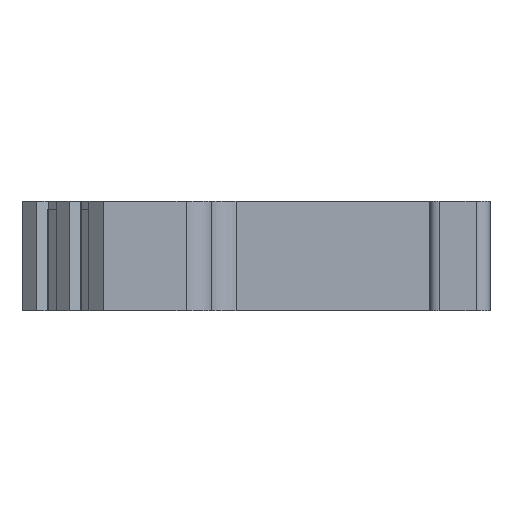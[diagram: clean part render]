
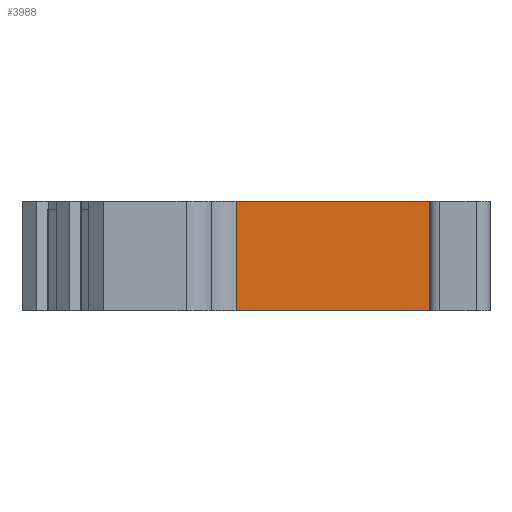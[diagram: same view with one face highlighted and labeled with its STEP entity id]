
A CAD part, left-side view. The second image highlights one B-rep face of the part: STEP entity #3988.
In plain terms, the highlighted planar face has unit normal (-1, 0, 0).
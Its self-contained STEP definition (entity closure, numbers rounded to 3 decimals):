
#139 = EDGE_CURVE ( 'NONE', #7218, #7337, #1821, .T. ) ;
#289 = VECTOR ( 'NONE', #8681, 1000. ) ;
#354 = CARTESIAN_POINT ( 'NONE',  ( -22.658, -8.529, 49.639 ) ) ;
#630 = LINE ( 'NONE', #5995, #289 ) ;
#685 = ORIENTED_EDGE ( 'NONE', *, *, #1391, .T. ) ;
#724 = FACE_OUTER_BOUND ( 'NONE', #4839, .T. ) ;
#872 = LINE ( 'NONE', #2944, #2078 ) ;
#1008 = ORIENTED_EDGE ( 'NONE', *, *, #2313, .T. ) ;
#1283 = CARTESIAN_POINT ( 'NONE',  ( -22.658, 5.635, 51.339 ) ) ;
#1307 = CARTESIAN_POINT ( 'NONE',  ( -22.658, -8.529, 51.339 ) ) ;
#1391 = EDGE_CURVE ( 'NONE', #1442, #2120, #3185, .T. ) ;
#1426 = DIRECTION ( 'NONE',  ( 0., -1., 0. ) ) ;
#1442 = VERTEX_POINT ( 'NONE', #6571 ) ;
#1470 = VECTOR ( 'NONE', #3844, 1000. ) ;
#1500 = DIRECTION ( 'NONE',  ( 0., 0., -1. ) ) ;
#1802 = LINE ( 'NONE', #7881, #4811 ) ;
#1821 = LINE ( 'NONE', #3183, #1470 ) ;
#2078 = VECTOR ( 'NONE', #6985, 1000. ) ;
#2120 = VERTEX_POINT ( 'NONE', #5587 ) ;
#2277 = ORIENTED_EDGE ( 'NONE', *, *, #139, .T. ) ;
#2283 = ORIENTED_EDGE ( 'NONE', *, *, #7720, .T. ) ;
#2313 = EDGE_CURVE ( 'NONE', #2729, #2689, #2801, .T. ) ;
#2689 = VERTEX_POINT ( 'NONE', #5220 ) ;
#2729 = VERTEX_POINT ( 'NONE', #7537 ) ;
#2801 = LINE ( 'NONE', #6926, #6296 ) ;
#2944 = CARTESIAN_POINT ( 'NONE',  ( -22.658, 5.635, 51.339 ) ) ;
#3183 = CARTESIAN_POINT ( 'NONE',  ( -22.658, -8.529, 49.639 ) ) ;
#3185 = LINE ( 'NONE', #1283, #3333 ) ;
#3220 = AXIS2_PLACEMENT_3D ( 'NONE', #7538, #4817, #1500 ) ;
#3333 = VECTOR ( 'NONE', #3361, 1000. ) ;
#3361 = DIRECTION ( 'NONE',  ( 0., 0., -1. ) ) ;
#3844 = DIRECTION ( 'NONE',  ( 0., 1., 0. ) ) ;
#3988 = ADVANCED_FACE ( 'NONE', ( #724 ), #4113, .F. ) ;
#4113 = PLANE ( 'NONE',  #3220 ) ;
#4204 = CARTESIAN_POINT ( 'NONE',  ( -22.658, -8.529, 50.139 ) ) ;
#4811 = VECTOR ( 'NONE', #8533, 1000. ) ;
#4817 = DIRECTION ( 'NONE',  ( 1., 0., 0. ) ) ;
#4839 = EDGE_LOOP ( 'NONE', ( #1008, #7813, #2277, #2283, #8170, #685, #5625 ) ) ;
#4841 = VERTEX_POINT ( 'NONE', #1307 ) ;
#4927 = EDGE_CURVE ( 'NONE', #1442, #4841, #872, .T. ) ;
#5220 = CARTESIAN_POINT ( 'NONE',  ( -22.658, -8.929, 43.339 ) ) ;
#5495 = EDGE_CURVE ( 'NONE', #2120, #2729, #630, .T. ) ;
#5523 = DIRECTION ( 'NONE',  ( 0., 0., 1. ) ) ;
#5587 = CARTESIAN_POINT ( 'NONE',  ( -22.658, 5.635, 43.339 ) ) ;
#5625 = ORIENTED_EDGE ( 'NONE', *, *, #5495, .T. ) ;
#5642 = VECTOR ( 'NONE', #5523, 1000. ) ;
#5995 = CARTESIAN_POINT ( 'NONE',  ( -22.658, 5.635, 43.339 ) ) ;
#6296 = VECTOR ( 'NONE', #1426, 1000. ) ;
#6571 = CARTESIAN_POINT ( 'NONE',  ( -22.658, 5.635, 51.339 ) ) ;
#6868 = CARTESIAN_POINT ( 'NONE',  ( -22.658, -8.929, 49.639 ) ) ;
#6926 = CARTESIAN_POINT ( 'NONE',  ( -22.658, -8.529, 43.339 ) ) ;
#6985 = DIRECTION ( 'NONE',  ( 0., -1., 0. ) ) ;
#7218 = VERTEX_POINT ( 'NONE', #6868 ) ;
#7337 = VERTEX_POINT ( 'NONE', #354 ) ;
#7437 = EDGE_CURVE ( 'NONE', #2689, #7218, #1802, .T. ) ;
#7537 = CARTESIAN_POINT ( 'NONE',  ( -22.658, -8.529, 43.339 ) ) ;
#7538 = CARTESIAN_POINT ( 'NONE',  ( -22.658, 5.635, 51.339 ) ) ;
#7588 = LINE ( 'NONE', #4204, #5642 ) ;
#7720 = EDGE_CURVE ( 'NONE', #7337, #4841, #7588, .T. ) ;
#7813 = ORIENTED_EDGE ( 'NONE', *, *, #7437, .T. ) ;
#7881 = CARTESIAN_POINT ( 'NONE',  ( -22.658, -8.929, -14.76 ) ) ;
#8170 = ORIENTED_EDGE ( 'NONE', *, *, #4927, .F. ) ;
#8533 = DIRECTION ( 'NONE',  ( 0., 0., 1. ) ) ;
#8681 = DIRECTION ( 'NONE',  ( 0., -1., 0. ) ) ;
